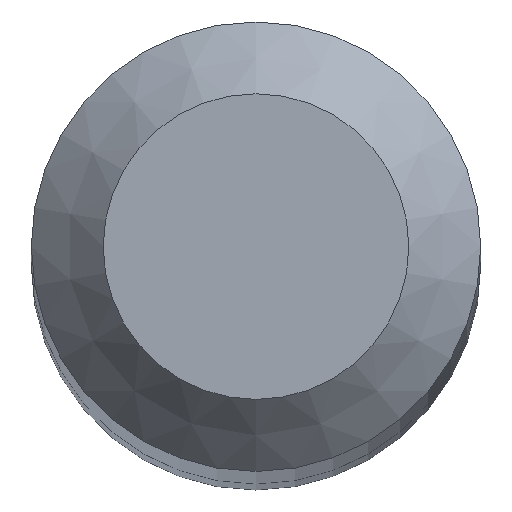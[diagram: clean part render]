
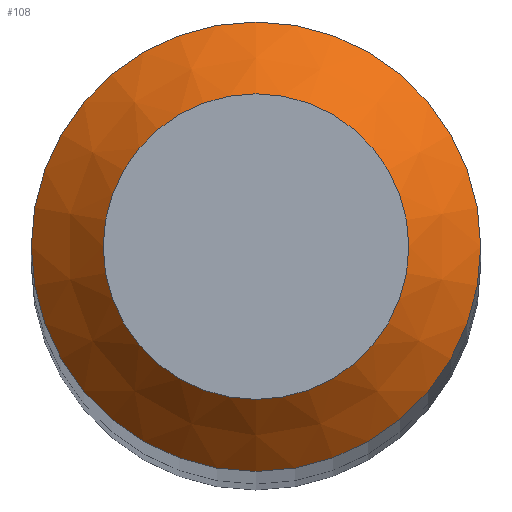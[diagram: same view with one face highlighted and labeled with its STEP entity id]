
A CAD part, top view. The second image highlights one B-rep face of the part: STEP entity #108.
In plain terms, the highlighted conical face has half-angle 45 degrees and reference radius 0.425 mm.
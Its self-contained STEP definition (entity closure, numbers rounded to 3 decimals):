
#18 = FACE_OUTER_BOUND ( 'NONE', #147, .T. ) ;
#24 = EDGE_LOOP ( 'NONE', ( #106 ) ) ;
#28 = DIRECTION ( 'NONE',  ( 0., 1., 0. ) ) ;
#29 = DIRECTION ( 'NONE',  ( 0., 1., 0. ) ) ;
#31 = VERTEX_POINT ( 'NONE', #72 ) ;
#39 = CIRCLE ( 'NONE', #149, 0.625 ) ;
#44 = CONICAL_SURFACE ( 'NONE', #179, 0.425, 0.785 ) ;
#63 = EDGE_CURVE ( 'NONE', #111, #111, #142, .T. ) ;
#66 = DIRECTION ( 'NONE',  ( 0., 0., -1. ) ) ;
#69 = FACE_BOUND ( 'NONE', #24, .T. ) ;
#72 = CARTESIAN_POINT ( 'NONE',  ( 0., 0.625, 29.8 ) ) ;
#76 = ORIENTED_EDGE ( 'NONE', *, *, #120, .F. ) ;
#91 = CARTESIAN_POINT ( 'NONE',  ( 0., 0., 30. ) ) ;
#93 = CARTESIAN_POINT ( 'NONE',  ( 0., 0., 29.8 ) ) ;
#102 = AXIS2_PLACEMENT_3D ( 'NONE', #91, #165, #116 ) ;
#106 = ORIENTED_EDGE ( 'NONE', *, *, #63, .T. ) ;
#108 = ADVANCED_FACE ( 'NONE', ( #18, #69 ), #44, .T. ) ;
#111 = VERTEX_POINT ( 'NONE', #186 ) ;
#116 = DIRECTION ( 'NONE',  ( 0., 1., 0. ) ) ;
#120 = EDGE_CURVE ( 'NONE', #31, #31, #39, .T. ) ;
#142 = CIRCLE ( 'NONE', #102, 0.425 ) ;
#147 = EDGE_LOOP ( 'NONE', ( #76 ) ) ;
#149 = AXIS2_PLACEMENT_3D ( 'NONE', #93, #164, #28 ) ;
#150 = CARTESIAN_POINT ( 'NONE',  ( 0., 0., 30. ) ) ;
#164 = DIRECTION ( 'NONE',  ( 0., 0., -1. ) ) ;
#165 = DIRECTION ( 'NONE',  ( 0., 0., -1. ) ) ;
#179 = AXIS2_PLACEMENT_3D ( 'NONE', #150, #66, #29 ) ;
#186 = CARTESIAN_POINT ( 'NONE',  ( 0., 0.425, 30. ) ) ;
